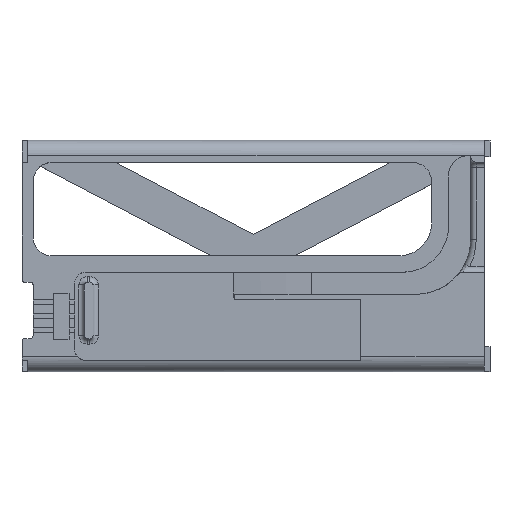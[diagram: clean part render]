
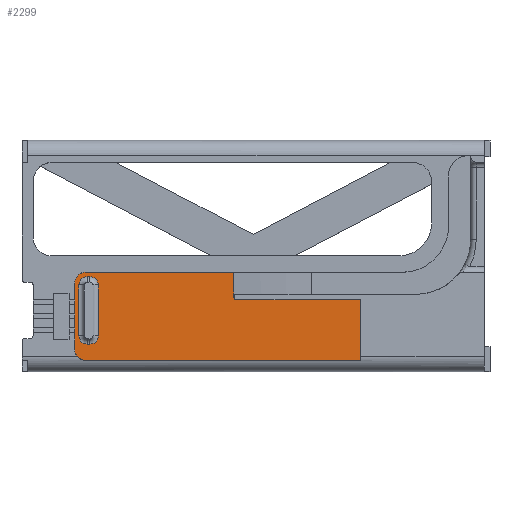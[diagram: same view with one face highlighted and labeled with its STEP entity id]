
A CAD part, top view. The second image highlights one B-rep face of the part: STEP entity #2299.
In plain terms, the highlighted planar face has unit normal (0, 0, 1).
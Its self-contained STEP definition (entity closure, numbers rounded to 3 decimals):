
#20=FACE_BOUND('',#255,.T.);
#27=PLANE('',#2453);
#132=FACE_OUTER_BOUND('',#254,.T.);
#254=EDGE_LOOP('',(#1605,#1606,#1607,#1608,#1609,#1610,#1611,#1612,#1613));
#255=EDGE_LOOP('',(#1614,#1615,#1616,#1617,#1618,#1619,#1620,#1621));
#370=LINE('',#3301,#637);
#371=LINE('',#3312,#638);
#373=LINE('',#3324,#640);
#375=LINE('',#3336,#642);
#384=LINE('',#3364,#651);
#385=LINE('',#3368,#652);
#386=LINE('',#3370,#653);
#387=LINE('',#3372,#654);
#388=LINE('',#3376,#655);
#389=LINE('',#3377,#656);
#637=VECTOR('',#2632,10.);
#638=VECTOR('',#2645,10.);
#640=VECTOR('',#2659,10.);
#642=VECTOR('',#2673,10.);
#651=VECTOR('',#2704,10.);
#652=VECTOR('',#2707,10.);
#653=VECTOR('',#2708,10.);
#654=VECTOR('',#2709,10.);
#655=VECTOR('',#2712,10.);
#656=VECTOR('',#2713,10.);
#906=CIRCLE('',#2428,1.5);
#910=CIRCLE('',#2434,1.5);
#914=CIRCLE('',#2440,1.5);
#917=CIRCLE('',#2445,1.5);
#919=CIRCLE('',#2454,2.);
#920=CIRCLE('',#2455,2.);
#921=CIRCLE('',#2456,0.5);
#979=VERTEX_POINT('',#3295);
#981=VERTEX_POINT('',#3299);
#982=VERTEX_POINT('',#3303);
#984=VERTEX_POINT('',#3309);
#986=VERTEX_POINT('',#3315);
#988=VERTEX_POINT('',#3321);
#990=VERTEX_POINT('',#3327);
#992=VERTEX_POINT('',#3333);
#999=VERTEX_POINT('',#3360);
#1000=VERTEX_POINT('',#3361);
#1001=VERTEX_POINT('',#3363);
#1002=VERTEX_POINT('',#3365);
#1003=VERTEX_POINT('',#3367);
#1004=VERTEX_POINT('',#3369);
#1005=VERTEX_POINT('',#3371);
#1006=VERTEX_POINT('',#3373);
#1007=VERTEX_POINT('',#3375);
#1210=EDGE_CURVE('',#979,#981,#370,.T.);
#1212=EDGE_CURVE('',#981,#982,#906,.T.);
#1215=EDGE_CURVE('',#982,#984,#371,.T.);
#1218=EDGE_CURVE('',#984,#986,#910,.T.);
#1221=EDGE_CURVE('',#986,#988,#373,.T.);
#1224=EDGE_CURVE('',#988,#990,#914,.T.);
#1227=EDGE_CURVE('',#990,#992,#375,.T.);
#1229=EDGE_CURVE('',#992,#979,#917,.T.);
#1240=EDGE_CURVE('',#999,#1000,#919,.T.);
#1241=EDGE_CURVE('',#999,#1001,#384,.T.);
#1242=EDGE_CURVE('',#1002,#1001,#920,.T.);
#1243=EDGE_CURVE('',#1002,#1003,#385,.T.);
#1244=EDGE_CURVE('',#1003,#1004,#386,.T.);
#1245=EDGE_CURVE('',#1004,#1005,#387,.T.);
#1246=EDGE_CURVE('',#1005,#1006,#921,.F.);
#1247=EDGE_CURVE('',#1006,#1007,#388,.T.);
#1248=EDGE_CURVE('',#1007,#1000,#389,.T.);
#1605=ORIENTED_EDGE('',*,*,#1240,.F.);
#1606=ORIENTED_EDGE('',*,*,#1241,.T.);
#1607=ORIENTED_EDGE('',*,*,#1242,.F.);
#1608=ORIENTED_EDGE('',*,*,#1243,.T.);
#1609=ORIENTED_EDGE('',*,*,#1244,.T.);
#1610=ORIENTED_EDGE('',*,*,#1245,.T.);
#1611=ORIENTED_EDGE('',*,*,#1246,.T.);
#1612=ORIENTED_EDGE('',*,*,#1247,.T.);
#1613=ORIENTED_EDGE('',*,*,#1248,.T.);
#1614=ORIENTED_EDGE('',*,*,#1210,.T.);
#1615=ORIENTED_EDGE('',*,*,#1212,.T.);
#1616=ORIENTED_EDGE('',*,*,#1215,.T.);
#1617=ORIENTED_EDGE('',*,*,#1218,.T.);
#1618=ORIENTED_EDGE('',*,*,#1221,.T.);
#1619=ORIENTED_EDGE('',*,*,#1224,.T.);
#1620=ORIENTED_EDGE('',*,*,#1227,.T.);
#1621=ORIENTED_EDGE('',*,*,#1229,.T.);
#2299=ADVANCED_FACE('',(#132,#20),#27,.T.);
#2428=AXIS2_PLACEMENT_3D('',#3306,#2637,#2638);
#2434=AXIS2_PLACEMENT_3D('',#3318,#2651,#2652);
#2440=AXIS2_PLACEMENT_3D('',#3330,#2665,#2666);
#2445=AXIS2_PLACEMENT_3D('',#3339,#2677,#2678);
#2453=AXIS2_PLACEMENT_3D('',#3359,#2700,#2701);
#2454=AXIS2_PLACEMENT_3D('',#3362,#2702,#2703);
#2455=AXIS2_PLACEMENT_3D('',#3366,#2705,#2706);
#2456=AXIS2_PLACEMENT_3D('',#3374,#2710,#2711);
#2632=DIRECTION('',(0.,-1.,0.));
#2637=DIRECTION('center_axis',(0.,0.,-1.));
#2638=DIRECTION('ref_axis',(0.707,-0.707,0.));
#2645=DIRECTION('',(-1.,0.,0.));
#2651=DIRECTION('center_axis',(0.,0.,-1.));
#2652=DIRECTION('ref_axis',(-0.707,-0.707,0.));
#2659=DIRECTION('',(0.,1.,0.));
#2665=DIRECTION('center_axis',(0.,0.,-1.));
#2666=DIRECTION('ref_axis',(-0.707,0.707,0.));
#2673=DIRECTION('',(1.,0.,0.));
#2677=DIRECTION('center_axis',(0.,0.,-1.));
#2678=DIRECTION('ref_axis',(0.707,0.707,0.));
#2700=DIRECTION('center_axis',(0.,0.,1.));
#2701=DIRECTION('ref_axis',(-1.,0.,0.));
#2702=DIRECTION('center_axis',(0.,0.,-1.));
#2703=DIRECTION('ref_axis',(-0.707,0.707,0.));
#2704=DIRECTION('',(0.,-1.,0.));
#2705=DIRECTION('center_axis',(0.,0.,-1.));
#2706=DIRECTION('ref_axis',(-0.707,-0.707,0.));
#2707=DIRECTION('',(1.,0.,0.));
#2708=DIRECTION('',(0.,1.,0.));
#2709=DIRECTION('',(-1.,0.,0.));
#2710=DIRECTION('center_axis',(0.,0.,1.));
#2711=DIRECTION('ref_axis',(-0.707,-0.707,0.));
#2712=DIRECTION('',(0.,1.,0.));
#2713=DIRECTION('',(-1.,0.,0.));
#3295=CARTESIAN_POINT('',(13.84,53.69,0.5));
#3299=CARTESIAN_POINT('',(13.84,44.44,0.5));
#3301=CARTESIAN_POINT('',(13.84,51.08,0.5));
#3303=CARTESIAN_POINT('',(12.34,42.94,0.5));
#3306=CARTESIAN_POINT('Origin',(12.34,44.44,0.5));
#3309=CARTESIAN_POINT('',(11.84,42.94,0.5));
#3312=CARTESIAN_POINT('',(18.43,42.94,0.5));
#3315=CARTESIAN_POINT('',(10.34,44.44,0.5));
#3318=CARTESIAN_POINT('Origin',(11.84,44.44,0.5));
#3321=CARTESIAN_POINT('',(10.34,53.69,0.5));
#3324=CARTESIAN_POINT('',(10.34,45.955,0.5));
#3327=CARTESIAN_POINT('',(11.84,55.19,0.5));
#3330=CARTESIAN_POINT('Origin',(11.84,53.69,0.5));
#3333=CARTESIAN_POINT('',(12.34,55.19,0.5));
#3336=CARTESIAN_POINT('',(17.68,55.19,0.5));
#3339=CARTESIAN_POINT('Origin',(12.34,53.69,0.5));
#3359=CARTESIAN_POINT('Origin',(24.02,47.97,0.5));
#3360=CARTESIAN_POINT('',(9.54,53.97,0.5));
#3361=CARTESIAN_POINT('',(11.54,55.97,0.5));
#3362=CARTESIAN_POINT('Origin',(11.54,53.97,0.5));
#3363=CARTESIAN_POINT('',(9.54,41.97,0.5));
#3364=CARTESIAN_POINT('',(9.54,55.97,0.5));
#3365=CARTESIAN_POINT('',(11.54,39.97,0.5));
#3366=CARTESIAN_POINT('Origin',(11.54,41.97,0.5));
#3367=CARTESIAN_POINT('',(61.5,39.97,0.5));
#3368=CARTESIAN_POINT('',(38.5,39.97,0.5));
#3369=CARTESIAN_POINT('',(61.5,50.97,0.5));
#3370=CARTESIAN_POINT('',(61.5,39.97,0.5));
#3371=CARTESIAN_POINT('',(39.,50.97,0.5));
#3372=CARTESIAN_POINT('',(38.5,50.97,0.5));
#3373=CARTESIAN_POINT('',(38.5,51.47,0.5));
#3374=CARTESIAN_POINT('Origin',(39.,51.47,0.5));
#3375=CARTESIAN_POINT('',(38.5,55.97,0.5));
#3376=CARTESIAN_POINT('',(38.5,55.97,0.5));
#3377=CARTESIAN_POINT('',(19.375,55.97,0.5));
